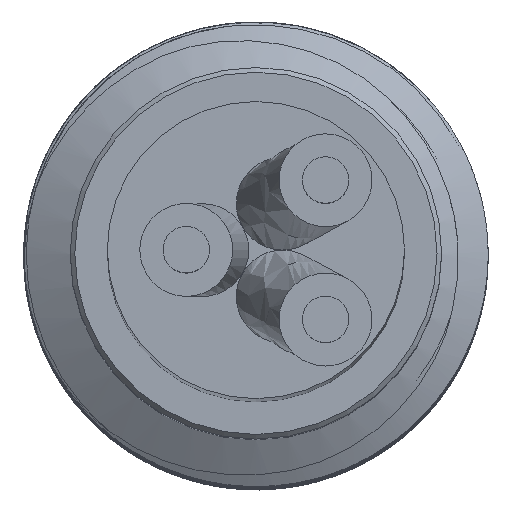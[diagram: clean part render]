
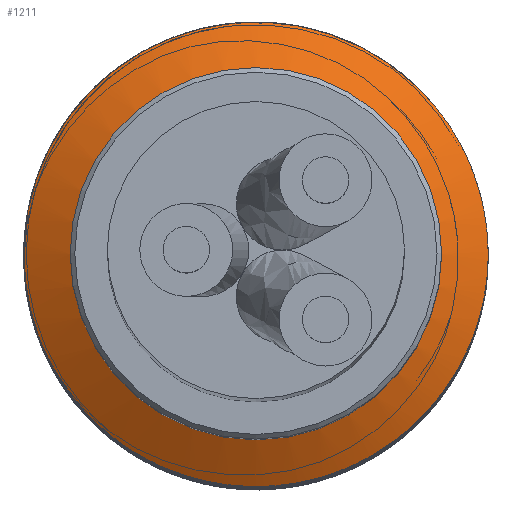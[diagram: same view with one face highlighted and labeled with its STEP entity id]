
A CAD part, top view. The second image highlights one B-rep face of the part: STEP entity #1211.
In plain terms, the highlighted conical face has half-angle 60 degrees and reference radius 2.25 mm.
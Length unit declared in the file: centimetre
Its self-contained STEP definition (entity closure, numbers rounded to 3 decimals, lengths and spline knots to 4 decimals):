
#16=CONICAL_SURFACE('',#1279,0.225,60.);
#72=FACE_BOUND('',#336,.T.);
#100=CIRCLE('',#1258,0.25);
#105=CIRCLE('',#1274,0.25);
#107=CIRCLE('',#1278,0.2);
#249=FACE_OUTER_BOUND('',#335,.T.);
#335=EDGE_LOOP('',(#1118));
#336=EDGE_LOOP('',(#1119,#1120));
#524=VERTEX_POINT('',#4069);
#530=VERTEX_POINT('',#4578);
#598=VERTEX_POINT('',#19758);
#663=EDGE_CURVE('',#530,#524,#100,.T.);
#771=EDGE_CURVE('',#524,#530,#105,.T.);
#773=EDGE_CURVE('',#598,#598,#107,.T.);
#1118=ORIENTED_EDGE('',*,*,#773,.T.);
#1119=ORIENTED_EDGE('',*,*,#771,.F.);
#1120=ORIENTED_EDGE('',*,*,#663,.F.);
#1211=ADVANCED_FACE('',(#249,#72),#16,.T.);
#1258=AXIS2_PLACEMENT_3D('',#4681,#1369,#1370);
#1274=AXIS2_PLACEMENT_3D('',#19753,#1401,#1402);
#1278=AXIS2_PLACEMENT_3D('',#19759,#1409,#1410);
#1279=AXIS2_PLACEMENT_3D('',#19760,#1411,#1412);
#1369=DIRECTION('center_axis',(0.,0.,-1.));
#1370=DIRECTION('ref_axis',(1.,0.,0.));
#1401=DIRECTION('center_axis',(0.,0.,-1.));
#1402=DIRECTION('ref_axis',(1.,0.,0.));
#1409=DIRECTION('center_axis',(0.,0.,-1.));
#1410=DIRECTION('ref_axis',(1.,0.,0.));
#1411=DIRECTION('center_axis',(0.,0.,-1.));
#1412=DIRECTION('ref_axis',(-1.,0.,0.));
#4069=CARTESIAN_POINT('',(-1.4635,0.4401,2.8215));
#4578=CARTESIAN_POINT('',(-1.4552,0.4131,2.8215));
#4681=CARTESIAN_POINT('Origin',(-1.2208,0.5001,2.8215));
#19753=CARTESIAN_POINT('Origin',(-1.2208,0.5001,2.8215));
#19758=CARTESIAN_POINT('',(-1.4208,0.5001,2.8503));
#19759=CARTESIAN_POINT('Origin',(-1.2208,0.5001,2.8503));
#19760=CARTESIAN_POINT('Origin',(-1.2208,0.5001,2.8359));
